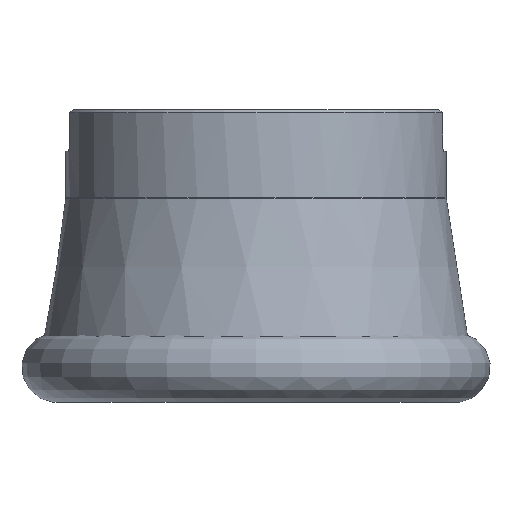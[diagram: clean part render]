
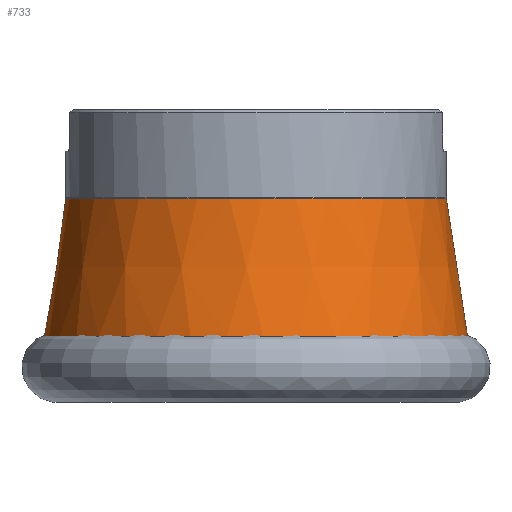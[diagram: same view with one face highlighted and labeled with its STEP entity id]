
A CAD part, left-side view. The second image highlights one B-rep face of the part: STEP entity #733.
In plain terms, the highlighted conical face has half-angle 8.72 degrees and reference radius 32.509 mm.
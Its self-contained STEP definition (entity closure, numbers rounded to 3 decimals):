
#46=CONICAL_SURFACE('',#941,32.509,8.72);
#234=EDGE_LOOP('',(#340));
#235=EDGE_LOOP('',(#341));
#340=ORIENTED_EDGE('',*,*,#570,.T.);
#341=ORIENTED_EDGE('',*,*,#569,.F.);
#569=EDGE_CURVE('',#861,#861,#668,.T.);
#570=EDGE_CURVE('',#862,#862,#669,.T.);
#668=CIRCLE('',#938,32.509);
#669=CIRCLE('',#940,36.139);
#733=ADVANCED_FACE('',(#792,#793),#46,.T.);
#792=FACE_BOUND('',#234,.T.);
#793=FACE_BOUND('',#235,.T.);
#861=VERTEX_POINT('',#6279);
#862=VERTEX_POINT('',#6282);
#938=AXIS2_PLACEMENT_3D('',#6278,#1077,#1078);
#940=AXIS2_PLACEMENT_3D('',#6281,#1081,#1082);
#941=AXIS2_PLACEMENT_3D('',#6283,#1083,#1084);
#1077=DIRECTION('',(0.,0.,1.));
#1078=DIRECTION('',(0.035,-0.999,0.));
#1081=DIRECTION('',(0.,0.,1.));
#1082=DIRECTION('',(0.035,-0.999,0.));
#1083=DIRECTION('',(0.,0.,-1.));
#1084=DIRECTION('',(-0.035,0.999,0.));
#6278=CARTESIAN_POINT('',(0.,0.,-15.121));
#6279=CARTESIAN_POINT('',(1.135,-32.489,-15.121));
#6281=CARTESIAN_POINT('',(0.,0.,-38.789));
#6282=CARTESIAN_POINT('',(1.261,-36.117,-38.789));
#6283=CARTESIAN_POINT('',(0.,0.,-15.121));
